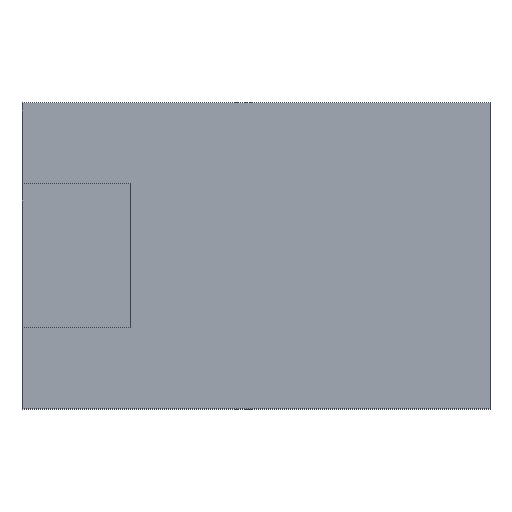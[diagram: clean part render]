
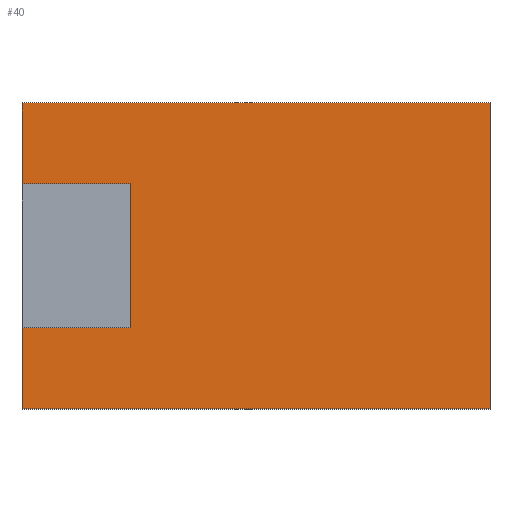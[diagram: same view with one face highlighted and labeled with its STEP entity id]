
A CAD part, top view. The second image highlights one B-rep face of the part: STEP entity #40.
In plain terms, the highlighted planar face has unit normal (0, 0, 1).
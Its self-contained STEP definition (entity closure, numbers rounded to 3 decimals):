
#40=ADVANCED_FACE('',(#85),#86,.T.);
#85=FACE_OUTER_BOUND('',#134,.T.);
#86=PLANE('',#135);
#134=EDGE_LOOP('',(#173,#174,#175,#176));
#135=AXIS2_PLACEMENT_3D('',#177,#178,#179);
#173=ORIENTED_EDGE('',*,*,#271,.T.);
#174=ORIENTED_EDGE('',*,*,#272,.T.);
#175=ORIENTED_EDGE('',*,*,#273,.T.);
#176=ORIENTED_EDGE('',*,*,#274,.T.);
#177=CARTESIAN_POINT('',(13.0,8.5,1.5));
#178=DIRECTION('',(0.0,0.0,1.0));
#179=DIRECTION('',(1.0,0.0,0.0));
#271=EDGE_CURVE('',#309,#310,#311,.T.);
#272=EDGE_CURVE('',#310,#312,#313,.T.);
#273=EDGE_CURVE('',#312,#314,#315,.T.);
#274=EDGE_CURVE('',#314,#309,#316,.T.);
#309=VERTEX_POINT('',#363);
#310=VERTEX_POINT('',#364);
#311=LINE('',#365,#366);
#312=VERTEX_POINT('',#367);
#313=LINE('',#368,#369);
#314=VERTEX_POINT('',#370);
#315=LINE('',#371,#372);
#316=LINE('',#373,#374);
#363=CARTESIAN_POINT('',(26.0,0.0,1.5));
#364=CARTESIAN_POINT('',(26.0,17.0,1.5));
#365=CARTESIAN_POINT('',(26.0,8.5,1.5));
#366=VECTOR('',#440,1.0);
#367=CARTESIAN_POINT('',(0.0,17.0,1.5));
#368=CARTESIAN_POINT('',(13.0,17.0,1.5));
#369=VECTOR('',#441,1.0);
#370=CARTESIAN_POINT('',(0.0,0.0,1.5));
#371=CARTESIAN_POINT('',(0.0,8.5,1.5));
#372=VECTOR('',#442,1.0);
#373=CARTESIAN_POINT('',(13.0,0.0,1.5));
#374=VECTOR('',#443,1.0);
#440=DIRECTION('',(0.0,1.0,0.0));
#441=DIRECTION('',(-1.0,0.0,0.0));
#442=DIRECTION('',(0.0,-1.0,0.0));
#443=DIRECTION('',(1.0,0.0,0.0));
